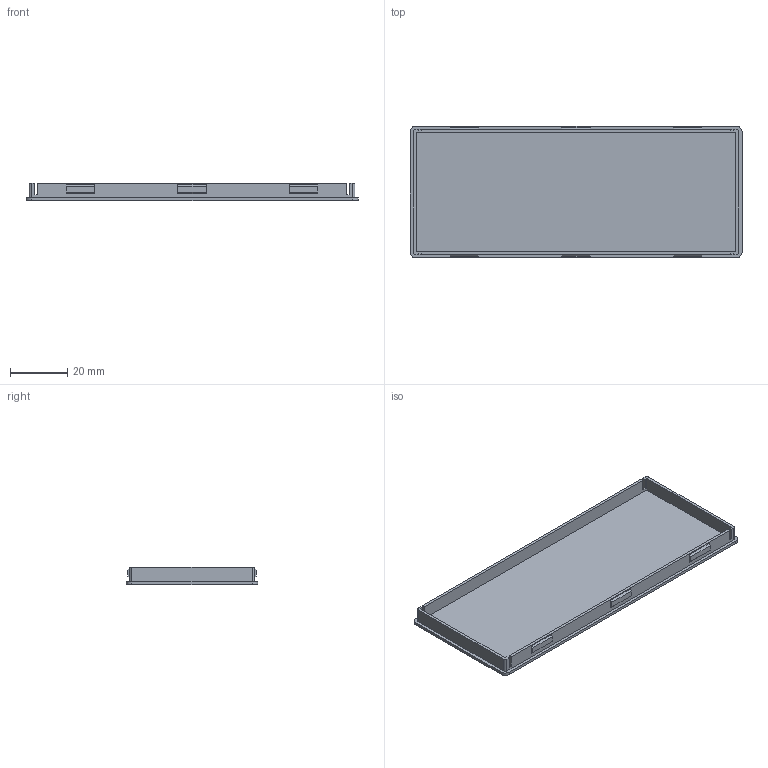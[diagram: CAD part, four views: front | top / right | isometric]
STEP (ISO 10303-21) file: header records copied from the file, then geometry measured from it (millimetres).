
FILE_DESCRIPTION(/* description */ ('Alibre Inc.'),/* implementation_level */ '2;1');
FILE_NAME(/* name */ 'export0',/* time_stamp */ '2020-11-08T19:23:58+01:00',/* author */ (''),/* organization */ (''),/* preprocessor_version */ 'ST-DEVELOPER v14',/* originating_system */ 'Alibre',/* authorisation */ '');
FILE_SCHEMA (('CONFIG_CONTROL_DESIGN'));
Length unit declared in the file: centimetre
Products named in the file (1): ID_1
Bounding box: 116 x 46 x 6 mm (x, y, z)
Volume: 6960.8 mm3; surface area: 14137.9 mm2
Topology: 1 solids, 1 shells, 69 faces, 180 edges, 120 vertices
Faces by surface type: plane 61, cylinder 8
Entity records: 2066 total; most frequent: ORIENTED_EDGE 360, CARTESIAN_POINT 357, DIRECTION 261, EDGE_CURVE 180, VECTOR 156, LINE 156, VERTEX_POINT 120, AXIS2_PLACEMENT_3D 81
